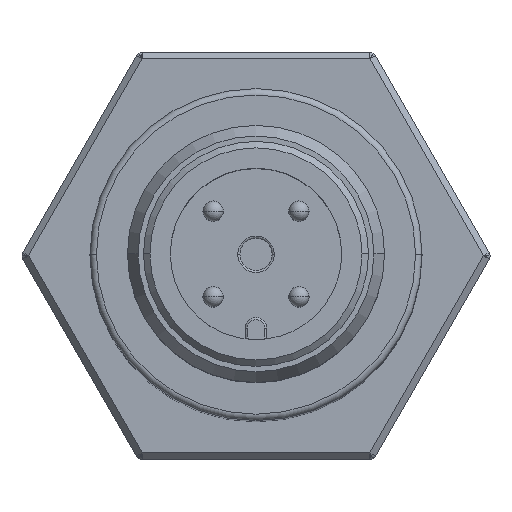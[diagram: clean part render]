
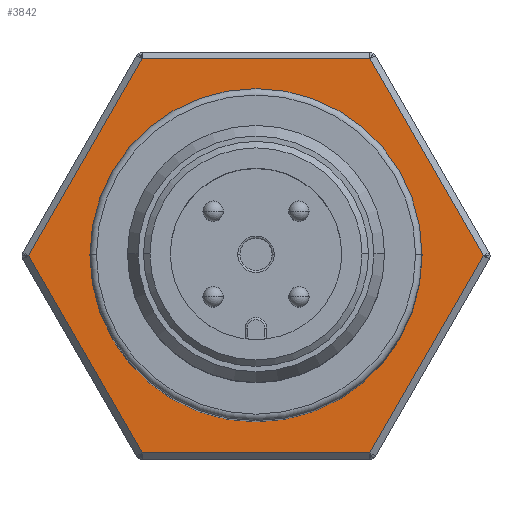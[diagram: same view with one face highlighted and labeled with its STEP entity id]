
A CAD part, top view. The second image highlights one B-rep face of the part: STEP entity #3842.
In plain terms, the highlighted planar face has unit normal (0, 0, 1).
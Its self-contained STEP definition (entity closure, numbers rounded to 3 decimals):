
#520=VECTOR('',#4637,1.);
#524=VECTOR('',#4648,1.);
#525=VECTOR('',#4650,1.);
#530=VECTOR('',#4660,1.);
#531=VECTOR('',#4662,1.);
#534=VECTOR('',#4670,1.);
#839=LINE('',#6117,#520);
#843=LINE('',#6126,#524);
#844=LINE('',#6128,#525);
#849=LINE('',#6136,#530);
#850=LINE('',#6138,#531);
#853=LINE('',#6144,#534);
#1200=VERTEX_POINT('',#5948);
#1202=VERTEX_POINT('',#5954);
#1204=VERTEX_POINT('',#5960);
#1206=VERTEX_POINT('',#5966);
#1208=VERTEX_POINT('',#5972);
#1209=VERTEX_POINT('',#5976);
#1224=VERTEX_POINT('',#6163);
#1225=VERTEX_POINT('',#6164);
#1427=CIRCLE('',#6942,7.65);
#1428=CIRCLE('',#6943,7.65);
#1880=EDGE_CURVE('',#1208,#1209,#839,.T.);
#1885=EDGE_CURVE('',#1209,#1206,#843,.T.);
#1886=EDGE_CURVE('',#1204,#1208,#844,.T.);
#1891=EDGE_CURVE('',#1206,#1202,#849,.T.);
#1892=EDGE_CURVE('',#1200,#1204,#850,.T.);
#1895=EDGE_CURVE('',#1202,#1200,#853,.T.);
#1905=EDGE_CURVE('',#1224,#1225,#1427,.T.);
#1906=EDGE_CURVE('',#1225,#1224,#1428,.T.);
#2725=ORIENTED_EDGE('',*,*,#1905,.F.);
#2726=ORIENTED_EDGE('',*,*,#1906,.F.);
#2727=ORIENTED_EDGE('',*,*,#1880,.F.);
#2728=ORIENTED_EDGE('',*,*,#1886,.F.);
#2729=ORIENTED_EDGE('',*,*,#1892,.F.);
#2730=ORIENTED_EDGE('',*,*,#1895,.F.);
#2731=ORIENTED_EDGE('',*,*,#1891,.F.);
#2732=ORIENTED_EDGE('',*,*,#1885,.F.);
#3325=EDGE_LOOP('',(#2725,#2726));
#3326=EDGE_LOOP('',(#2727,#2728,#2729,#2730,#2731,#2732));
#3589=FACE_BOUND('',#3325,.T.);
#3590=FACE_BOUND('',#3326,.T.);
#3842=ADVANCED_FACE('',(#3589,#3590),#4000,.F.);
#4000=PLANE('',#6833);
#4404=DIRECTION('',(0.,0.,-1.));
#4637=DIRECTION('',(-0.5,-0.866,0.));
#4648=DIRECTION('',(-1.,0.,0.));
#4650=DIRECTION('',(0.5,-0.866,0.));
#4660=DIRECTION('',(-0.5,0.866,0.));
#4662=DIRECTION('',(1.,0.,0.));
#4670=DIRECTION('',(0.5,0.866,0.));
#4691=DIRECTION('',(0.,0.,1.));
#4692=DIRECTION('',(7.65,0.,0.));
#4693=DIRECTION('',(0.,0.,1.));
#4694=DIRECTION('',(7.65,0.,0.));
#5752=CARTESIAN_POINT('',(8.786,-8.8,4.5));
#5948=CARTESIAN_POINT('',(-5.312,9.2,4.5));
#5954=CARTESIAN_POINT('',(-10.624,0.,4.5));
#5960=CARTESIAN_POINT('',(5.312,9.2,4.5));
#5966=CARTESIAN_POINT('',(-5.312,-9.2,4.5));
#5972=CARTESIAN_POINT('',(10.624,0.,4.5));
#5976=CARTESIAN_POINT('',(5.312,-9.2,4.5));
#6117=CARTESIAN_POINT('',(10.624,0.,4.5));
#6126=CARTESIAN_POINT('',(5.312,-9.2,4.5));
#6128=CARTESIAN_POINT('',(5.312,9.2,4.5));
#6136=CARTESIAN_POINT('',(-5.312,-9.2,4.5));
#6138=CARTESIAN_POINT('',(-5.312,9.2,4.5));
#6144=CARTESIAN_POINT('',(-10.624,0.,4.5));
#6162=CARTESIAN_POINT('',(0.,0.,4.5));
#6163=CARTESIAN_POINT('',(7.65,0.,4.5));
#6164=CARTESIAN_POINT('',(-7.65,0.,4.5));
#6165=CARTESIAN_POINT('',(0.,0.,4.5));
#6833=AXIS2_PLACEMENT_3D('',#5752,#4404,$);
#6942=AXIS2_PLACEMENT_3D('',#6162,#4691,#4692);
#6943=AXIS2_PLACEMENT_3D('',#6165,#4693,#4694);
